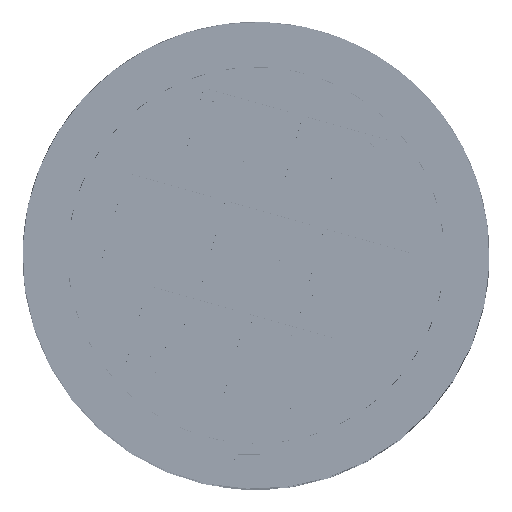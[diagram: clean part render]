
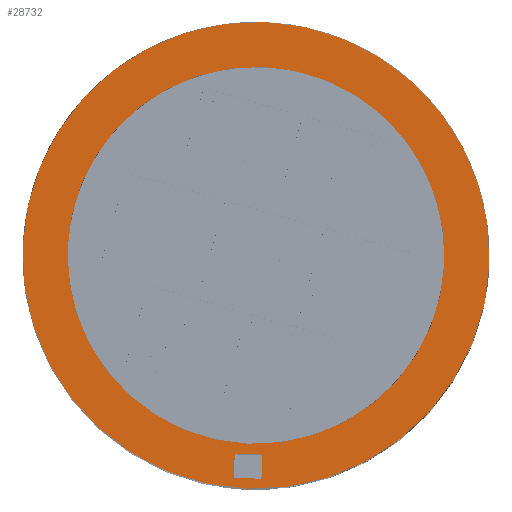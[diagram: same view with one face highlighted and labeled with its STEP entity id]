
A CAD part, top view. The second image highlights one B-rep face of the part: STEP entity #28732.
In plain terms, the highlighted face is planar.
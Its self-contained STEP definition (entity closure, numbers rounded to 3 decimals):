
#111 = EDGE_CURVE ( 'NONE', #16211, #6284, #7830, .T. ) ;
#967 = LINE ( 'NONE', #16967, #1401 ) ;
#1401 = VECTOR ( 'NONE', #30283, 1000. ) ;
#1517 = CARTESIAN_POINT ( 'NONE',  ( 0., 10., -54.5 ) ) ;
#3018 = VECTOR ( 'NONE', #6767, 1000. ) ;
#4088 = CARTESIAN_POINT ( 'NONE',  ( 0., 10., -67.5 ) ) ;
#4773 = CARTESIAN_POINT ( 'NONE',  ( 0., 10., 0. ) ) ;
#5899 = CARTESIAN_POINT ( 'NONE',  ( 0., 10., 67.5 ) ) ;
#6123 = DIRECTION ( 'NONE',  ( 0., 0., -1. ) ) ;
#6284 = VERTEX_POINT ( 'NONE', #21108 ) ;
#6767 = DIRECTION ( 'NONE',  ( 0., 0., 1. ) ) ;
#7022 = VERTEX_POINT ( 'NONE', #4088 ) ;
#7282 = DIRECTION ( 'NONE',  ( 0., 1., 0. ) ) ;
#7317 = DIRECTION ( 'NONE',  ( 0., 0., 1. ) ) ;
#7830 = LINE ( 'NONE', #52415, #13580 ) ;
#9340 = EDGE_CURVE ( 'NONE', #44894, #20363, #40385, .T. ) ;
#11657 = AXIS2_PLACEMENT_3D ( 'NONE', #53470, #16241, #42062 ) ;
#12080 = VERTEX_POINT ( 'NONE', #39890 ) ;
#12980 = CIRCLE ( 'NONE', #46836, 67.5 ) ;
#13580 = VECTOR ( 'NONE', #40473, 1000. ) ;
#13703 = DIRECTION ( 'NONE',  ( 0., 1., 0. ) ) ;
#15737 = DIRECTION ( 'NONE',  ( 0., 1., 0. ) ) ;
#16211 = VERTEX_POINT ( 'NONE', #40085 ) ;
#16241 = DIRECTION ( 'NONE',  ( 0., 1., 0. ) ) ;
#16585 = EDGE_CURVE ( 'NONE', #6284, #12080, #48871, .T. ) ;
#16713 = EDGE_CURVE ( 'NONE', #7022, #36567, #44663, .T. ) ;
#16967 = CARTESIAN_POINT ( 'NONE',  ( 57.5, 10., 4. ) ) ;
#17367 = ORIENTED_EDGE ( 'NONE', *, *, #29779, .F. ) ;
#17907 = ORIENTED_EDGE ( 'NONE', *, *, #25286, .T. ) ;
#18084 = ORIENTED_EDGE ( 'NONE', *, *, #16585, .F. ) ;
#18356 = EDGE_LOOP ( 'NONE', ( #30705, #20985, #17367, #18084 ) ) ;
#20363 = VERTEX_POINT ( 'NONE', #53581 ) ;
#20985 = ORIENTED_EDGE ( 'NONE', *, *, #49213, .F. ) ;
#21108 = CARTESIAN_POINT ( 'NONE',  ( 57.5, 10., -4. ) ) ;
#21335 = DIRECTION ( 'NONE',  ( 0., 0., 1. ) ) ;
#22869 = CIRCLE ( 'NONE', #32426, 54.5 ) ;
#24159 = DIRECTION ( 'NONE',  ( 0., 0., 1. ) ) ;
#25286 = EDGE_CURVE ( 'NONE', #36567, #7022, #12980, .T. ) ;
#25653 = ORIENTED_EDGE ( 'NONE', *, *, #38956, .F. ) ;
#26769 = CARTESIAN_POINT ( 'NONE',  ( 64.5, 10., -4. ) ) ;
#27978 = FACE_BOUND ( 'NONE', #46255, .T. ) ;
#28149 = AXIS2_PLACEMENT_3D ( 'NONE', #40766, #37201, #7317 ) ;
#28732 = ADVANCED_FACE ( 'NONE', ( #32868, #36934, #27978 ), #49431, .T. ) ;
#29779 = EDGE_CURVE ( 'NONE', #12080, #32212, #967, .T. ) ;
#30283 = DIRECTION ( 'NONE',  ( 1., 0., 0. ) ) ;
#30483 = EDGE_LOOP ( 'NONE', ( #47451, #17907 ) ) ;
#30705 = ORIENTED_EDGE ( 'NONE', *, *, #111, .F. ) ;
#30858 = LINE ( 'NONE', #26769, #46947 ) ;
#31995 = CARTESIAN_POINT ( 'NONE',  ( 64.5, 10., 4. ) ) ;
#32212 = VERTEX_POINT ( 'NONE', #31995 ) ;
#32426 = AXIS2_PLACEMENT_3D ( 'NONE', #49107, #7282, #36107 ) ;
#32868 = FACE_BOUND ( 'NONE', #18356, .T. ) ;
#36107 = DIRECTION ( 'NONE',  ( 0., 0., 1. ) ) ;
#36567 = VERTEX_POINT ( 'NONE', #5899 ) ;
#36934 = FACE_OUTER_BOUND ( 'NONE', #30483, .T. ) ;
#37201 = DIRECTION ( 'NONE',  ( 0., 1., 0. ) ) ;
#38956 = EDGE_CURVE ( 'NONE', #20363, #44894, #22869, .T. ) ;
#39890 = CARTESIAN_POINT ( 'NONE',  ( 57.5, 10., 4. ) ) ;
#40085 = CARTESIAN_POINT ( 'NONE',  ( 64.5, 10., -4. ) ) ;
#40385 = CIRCLE ( 'NONE', #53380, 54.5 ) ;
#40473 = DIRECTION ( 'NONE',  ( -1., 0., 0. ) ) ;
#40766 = CARTESIAN_POINT ( 'NONE',  ( 0., 10., 0. ) ) ;
#42062 = DIRECTION ( 'NONE',  ( 0., 0., 1. ) ) ;
#44663 = CIRCLE ( 'NONE', #11657, 67.5 ) ;
#44894 = VERTEX_POINT ( 'NONE', #1517 ) ;
#46255 = EDGE_LOOP ( 'NONE', ( #52795, #25653 ) ) ;
#46836 = AXIS2_PLACEMENT_3D ( 'NONE', #52966, #15737, #24159 ) ;
#46947 = VECTOR ( 'NONE', #6123, 1000. ) ;
#47451 = ORIENTED_EDGE ( 'NONE', *, *, #16713, .T. ) ;
#48871 = LINE ( 'NONE', #52419, #3018 ) ;
#49107 = CARTESIAN_POINT ( 'NONE',  ( 0., 10., 0. ) ) ;
#49213 = EDGE_CURVE ( 'NONE', #32212, #16211, #30858, .T. ) ;
#49431 = PLANE ( 'NONE',  #28149 ) ;
#52415 = CARTESIAN_POINT ( 'NONE',  ( 57.5, 10., -4. ) ) ;
#52419 = CARTESIAN_POINT ( 'NONE',  ( 57.5, 10., -4. ) ) ;
#52795 = ORIENTED_EDGE ( 'NONE', *, *, #9340, .F. ) ;
#52966 = CARTESIAN_POINT ( 'NONE',  ( 0., 10., 0. ) ) ;
#53380 = AXIS2_PLACEMENT_3D ( 'NONE', #4773, #13703, #21335 ) ;
#53470 = CARTESIAN_POINT ( 'NONE',  ( 0., 10., 0. ) ) ;
#53581 = CARTESIAN_POINT ( 'NONE',  ( 0., 10., 54.5 ) ) ;
